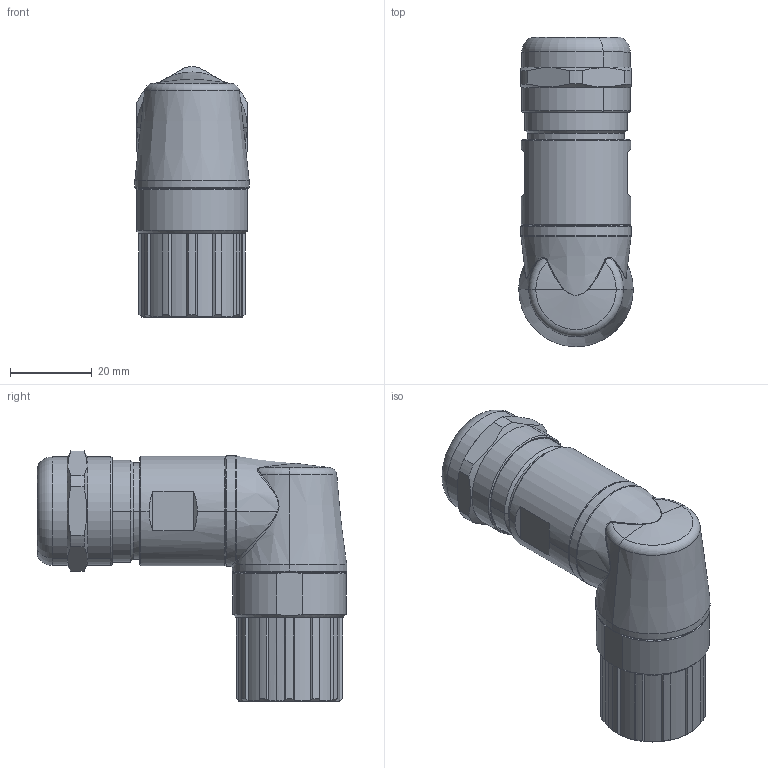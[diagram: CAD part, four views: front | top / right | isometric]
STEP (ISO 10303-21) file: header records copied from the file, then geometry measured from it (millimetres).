
FILE_DESCRIPTION(('CATIA V5 STEP Exchange','CAx-IF Rec.Pracs.--- Model Styling and Organization---1.4--- 2014-01-23'),'2;1');
FILE_NAME ('008202-1_0_1169920000_1169920000.stp','2021-01-06T08:56:12+00:00',('none'),('Weidmueller'),'CATIA Version 5-6 Release 2016 SP3 HF44','CATIA V5 STEP AP214','none');
FILE_SCHEMA(('AUTOMOTIVE_DESIGN { 1 0 10303 214 1 1 1 1 }'));
Length unit declared in the file: millimetre
Products named in the file (1): 1169920000
Bounding box: 28 x 75.7 x 61.24 mm (x, y, z)
Volume: 48634.3 mm3; surface area: 13395.3 mm2
Topology: 1 solids, 4 shells, 272 faces, 704 edges, 446 vertices
Faces by surface type: cylinder 89, plane 84, cone 62, torus 20, bspline 15, sphere 2
Entity records: 9163 total; most frequent: CARTESIAN_POINT 3088, ORIENTED_EDGE 1392, DIRECTION 998, EDGE_CURVE 696, AXIS2_PLACEMENT_3D 490, VERTEX_POINT 444, EDGE_LOOP 282, ADVANCED_FACE 270
